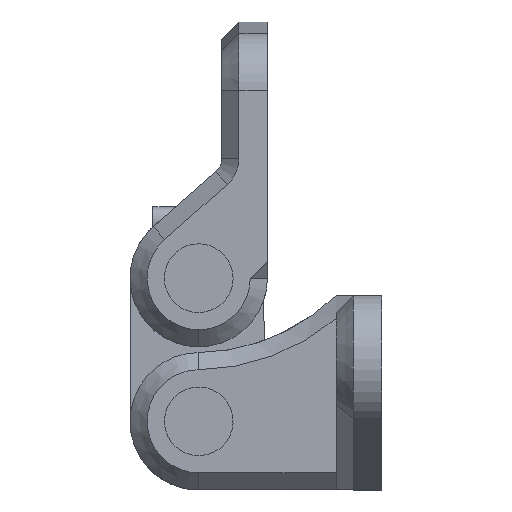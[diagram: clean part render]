
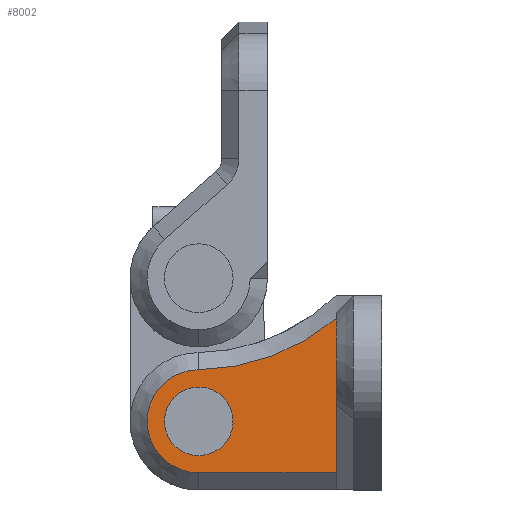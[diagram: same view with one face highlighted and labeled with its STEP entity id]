
A CAD part, left-side view. The second image highlights one B-rep face of the part: STEP entity #8002.
In plain terms, the highlighted planar face has unit normal (-1, 0, 0).
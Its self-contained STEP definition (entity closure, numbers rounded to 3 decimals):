
#750 = CIRCLE ( 'NONE', #812, 5.5 ) ;
#751 = DIRECTION ( 'NONE',  ( 0., 0., -1. ) ) ;
#752 = DIRECTION ( 'NONE',  ( 1., 0., 0. ) ) ;
#753 = CARTESIAN_POINT ( 'NONE',  ( -39., 0., 0. ) ) ;
#754 = AXIS2_PLACEMENT_3D ( 'NONE', #753, #752, #751 ) ;
#755 = PLANE ( 'NONE',  #754 ) ;
#756 = FACE_OUTER_BOUND ( 'NONE', #8007, .T. ) ;
#762 = FACE_BOUND ( 'NONE', #8003, .T. ) ;
#797 = CARTESIAN_POINT ( 'NONE',  ( -39., -24., -9. ) ) ;
#798 = DIRECTION ( 'NONE',  ( 0., -1., 0. ) ) ;
#799 = VECTOR ( 'NONE', #798, 1000. ) ;
#800 = CARTESIAN_POINT ( 'NONE',  ( -39., 0., -9. ) ) ;
#801 = LINE ( 'NONE', #800, #799 ) ;
#802 = CARTESIAN_POINT ( 'NONE',  ( -39., 0., -9. ) ) ;
#803 = CARTESIAN_POINT ( 'NONE',  ( -39., 0.095, 8.999 ) ) ;
#804 = DIRECTION ( 'NONE',  ( 0., 0., -1. ) ) ;
#805 = DIRECTION ( 'NONE',  ( -1., 0., 0. ) ) ;
#806 = CARTESIAN_POINT ( 'NONE',  ( -39., 0., 0. ) ) ;
#807 = AXIS2_PLACEMENT_3D ( 'NONE', #806, #805, #804 ) ;
#808 = CIRCLE ( 'NONE', #807, 9. ) ;
#809 = DIRECTION ( 'NONE',  ( 0., 0., -1. ) ) ;
#810 = DIRECTION ( 'NONE',  ( 1., 0., 0. ) ) ;
#811 = CARTESIAN_POINT ( 'NONE',  ( -39., 0., 0. ) ) ;
#812 = AXIS2_PLACEMENT_3D ( 'NONE', #811, #810, #809 ) ;
#888 = DIRECTION ( 'NONE',  ( 0., 0., -1. ) ) ;
#889 = DIRECTION ( 'NONE',  ( 1., 0., 0. ) ) ;
#890 = CARTESIAN_POINT ( 'NONE',  ( -39., 0.498, 46.997 ) ) ;
#891 = AXIS2_PLACEMENT_3D ( 'NONE', #890, #889, #888 ) ;
#892 = CIRCLE ( 'NONE', #891, 38. ) ;
#893 = CARTESIAN_POINT ( 'NONE',  ( -39., -24., 17.948 ) ) ;
#894 = DIRECTION ( 'NONE',  ( 0., 0., 1. ) ) ;
#895 = VECTOR ( 'NONE', #894, 1000. ) ;
#896 = CARTESIAN_POINT ( 'NONE',  ( -39., -24., -12. ) ) ;
#897 = LINE ( 'NONE', #896, #895 ) ;
#7362 = EDGE_CURVE ( 'NONE', #7363, #7364, #11959, .T. ) ;
#7363 = VERTEX_POINT ( 'NONE', #11955 ) ;
#7364 = VERTEX_POINT ( 'NONE', #11954 ) ;
#8002 = ADVANCED_FACE ( 'NONE', ( #762, #756 ), #755, .F. ) ;
#8003 = EDGE_LOOP ( 'NONE', ( #8004, #8006 ) ) ;
#8004 = ORIENTED_EDGE ( 'NONE', *, *, #8005, .T. ) ;
#8005 = EDGE_CURVE ( 'NONE', #7364, #7363, #750, .T. ) ;
#8006 = ORIENTED_EDGE ( 'NONE', *, *, #7362, .T. ) ;
#8007 = EDGE_LOOP ( 'NONE', ( #8008, #8012, #8069, #8072 ) ) ;
#8008 = ORIENTED_EDGE ( 'NONE', *, *, #8009, .T. ) ;
#8009 = EDGE_CURVE ( 'NONE', #8010, #8011, #808, .T. ) ;
#8010 = VERTEX_POINT ( 'NONE', #803 ) ;
#8011 = VERTEX_POINT ( 'NONE', #802 ) ;
#8012 = ORIENTED_EDGE ( 'NONE', *, *, #8013, .T. ) ;
#8013 = EDGE_CURVE ( 'NONE', #8011, #8014, #801, .T. ) ;
#8014 = VERTEX_POINT ( 'NONE', #797 ) ;
#8069 = ORIENTED_EDGE ( 'NONE', *, *, #8070, .T. ) ;
#8070 = EDGE_CURVE ( 'NONE', #8014, #8071, #897, .T. ) ;
#8071 = VERTEX_POINT ( 'NONE', #893 ) ;
#8072 = ORIENTED_EDGE ( 'NONE', *, *, #8073, .T. ) ;
#8073 = EDGE_CURVE ( 'NONE', #8071, #8010, #892, .T. ) ;
#11954 = CARTESIAN_POINT ( 'NONE',  ( -39., 0., -5.5 ) ) ;
#11955 = CARTESIAN_POINT ( 'NONE',  ( -39., 0., 5.5 ) ) ;
#11956 = DIRECTION ( 'NONE',  ( 0., 0., -1. ) ) ;
#11957 = DIRECTION ( 'NONE',  ( 1., 0., 0. ) ) ;
#11958 = AXIS2_PLACEMENT_3D ( 'NONE', #11965, #11957, #11956 ) ;
#11959 = CIRCLE ( 'NONE', #11958, 5.5 ) ;
#11965 = CARTESIAN_POINT ( 'NONE',  ( -39., 0., 0. ) ) ;
